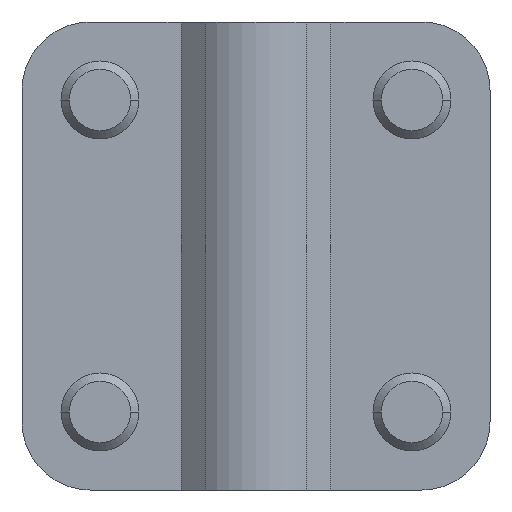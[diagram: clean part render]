
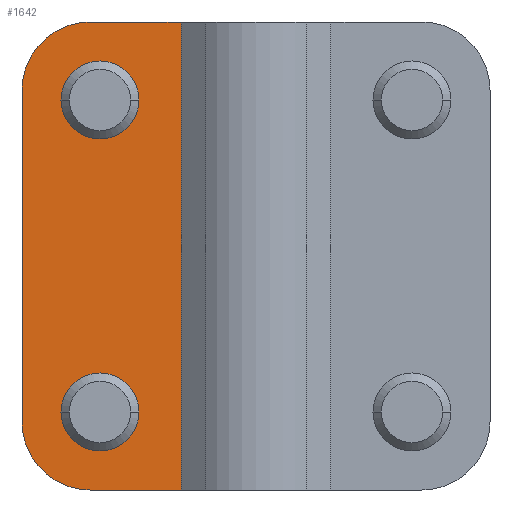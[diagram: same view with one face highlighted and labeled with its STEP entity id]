
A CAD part, front view. The second image highlights one B-rep face of the part: STEP entity #1642.
In plain terms, the highlighted planar face has unit normal (0, -1, 0).
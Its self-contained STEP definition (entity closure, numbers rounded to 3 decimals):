
#981=DIRECTION('',(1.,0.,0.));
#982=VECTOR('',#981,4.661);
#983=CARTESIAN_POINT('',(-8.5,-2.,0.));
#984=LINE('',#983,#982);
#985=DIRECTION('',(-1.,0.,0.));
#986=VECTOR('',#985,4.661);
#987=CARTESIAN_POINT('',(-3.839,-2.,-24.));
#988=LINE('',#987,#986);
#989=CARTESIAN_POINT('',(-8.5,-2.,-20.5));
#990=DIRECTION('',(0.,-1.,0.));
#991=DIRECTION('',(-1.,0.,0.));
#992=AXIS2_PLACEMENT_3D('',#989,#990,#991);
#994=CARTESIAN_POINT('',(-8.5,-2.,-3.5));
#995=DIRECTION('',(0.,-1.,0.));
#996=DIRECTION('',(0.,0.,1.));
#997=AXIS2_PLACEMENT_3D('',#994,#995,#996);
#999=CARTESIAN_POINT('',(-8.,-2.,-4.));
#1000=DIRECTION('',(0.,1.,0.));
#1001=DIRECTION('',(1.,0.,0.));
#1002=AXIS2_PLACEMENT_3D('',#999,#1000,#1001);
#1004=CARTESIAN_POINT('',(-8.,-2.,-4.));
#1005=DIRECTION('',(0.,1.,0.));
#1006=DIRECTION('',(-1.,0.,0.));
#1007=AXIS2_PLACEMENT_3D('',#1004,#1005,#1006);
#1009=CARTESIAN_POINT('',(-8.,-2.,-20.));
#1010=DIRECTION('',(0.,1.,0.));
#1011=DIRECTION('',(1.,0.,0.));
#1012=AXIS2_PLACEMENT_3D('',#1009,#1010,#1011);
#1014=CARTESIAN_POINT('',(-8.,-2.,-20.));
#1015=DIRECTION('',(0.,1.,0.));
#1016=DIRECTION('',(-1.,0.,0.));
#1017=AXIS2_PLACEMENT_3D('',#1014,#1015,#1016);
#1023=DIRECTION('',(0.,0.,1.));
#1024=VECTOR('',#1023,24.);
#1025=CARTESIAN_POINT('',(-3.839,-2.,-24.));
#1026=LINE('',#1025,#1024);
#1251=DIRECTION('',(0.,0.,1.));
#1252=VECTOR('',#1251,17.);
#1253=CARTESIAN_POINT('',(-12.,-2.,-20.5));
#1254=LINE('',#1253,#1252);
#1355=CARTESIAN_POINT('',(-8.5,-2.,0.));
#1357=VERTEX_POINT('',#1355);
#1367=CARTESIAN_POINT('',(-12.,-2.,-3.5));
#1368=VERTEX_POINT('',#1367);
#1380=CARTESIAN_POINT('',(-8.5,-2.,-24.));
#1382=VERTEX_POINT('',#1380);
#1393=CARTESIAN_POINT('',(-12.,-2.,-20.5));
#1394=VERTEX_POINT('',#1393);
#1415=CARTESIAN_POINT('',(-10.,-2.,-4.));
#1416=CARTESIAN_POINT('',(-6.,-2.,-4.));
#1417=VERTEX_POINT('',#1415);
#1418=VERTEX_POINT('',#1416);
#1419=CARTESIAN_POINT('',(-10.,-2.,-20.));
#1420=CARTESIAN_POINT('',(-6.,-2.,-20.));
#1421=VERTEX_POINT('',#1419);
#1422=VERTEX_POINT('',#1420);
#1475=CARTESIAN_POINT('',(-3.839,-2.,-24.));
#1476=CARTESIAN_POINT('',(-3.839,-2.,0.));
#1477=VERTEX_POINT('',#1475);
#1478=VERTEX_POINT('',#1476);
#1614=CARTESIAN_POINT('',(-12.,-2.,0.));
#1615=DIRECTION('',(0.,-1.,0.));
#1616=DIRECTION('',(-1.,0.,0.));
#1617=AXIS2_PLACEMENT_3D('',#1614,#1615,#1616);
#1618=PLANE('',#1617);
#1619=ORIENTED_EDGE('',*,*,#1498,.T.);
#1621=ORIENTED_EDGE('',*,*,#1620,.F.);
#1622=ORIENTED_EDGE('',*,*,#1537,.T.);
#1624=ORIENTED_EDGE('',*,*,#1623,.F.);
#1626=ORIENTED_EDGE('',*,*,#1625,.T.);
#1627=ORIENTED_EDGE('',*,*,#1606,.F.);
#1628=EDGE_LOOP('',(#1619,#1621,#1622,#1624,#1626,#1627));
#1629=FACE_OUTER_BOUND('',#1628,.F.);
#1631=ORIENTED_EDGE('',*,*,#1630,.F.);
#1633=ORIENTED_EDGE('',*,*,#1632,.F.);
#1634=EDGE_LOOP('',(#1631,#1633));
#1635=FACE_BOUND('',#1634,.F.);
#1637=ORIENTED_EDGE('',*,*,#1636,.F.);
#1639=ORIENTED_EDGE('',*,*,#1638,.F.);
#1640=EDGE_LOOP('',(#1637,#1639));
#1641=FACE_BOUND('',#1640,.F.);
#1642=ADVANCED_FACE('',(#1629,#1635,#1641),#1618,.T.);
#993=CIRCLE('',#992,3.5);
#998=CIRCLE('',#997,3.5);
#1003=CIRCLE('',#1002,2.);
#1008=CIRCLE('',#1007,2.);
#1013=CIRCLE('',#1012,2.);
#1018=CIRCLE('',#1017,2.);
#1498=EDGE_CURVE('',#1357,#1478,#984,.T.);
#1537=EDGE_CURVE('',#1477,#1382,#988,.T.);
#1606=EDGE_CURVE('',#1357,#1368,#998,.T.);
#1620=EDGE_CURVE('',#1477,#1478,#1026,.T.);
#1623=EDGE_CURVE('',#1394,#1382,#993,.T.);
#1625=EDGE_CURVE('',#1394,#1368,#1254,.T.);
#1630=EDGE_CURVE('',#1418,#1417,#1003,.T.);
#1632=EDGE_CURVE('',#1417,#1418,#1008,.T.);
#1636=EDGE_CURVE('',#1422,#1421,#1013,.T.);
#1638=EDGE_CURVE('',#1421,#1422,#1018,.T.);
